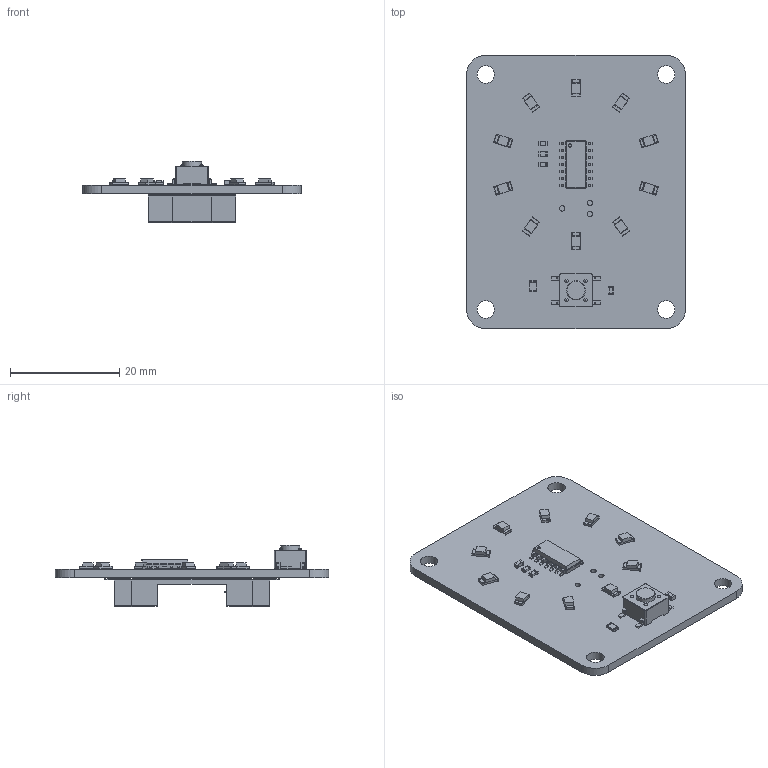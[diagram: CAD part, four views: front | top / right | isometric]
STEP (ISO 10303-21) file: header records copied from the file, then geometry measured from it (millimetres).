
FILE_DESCRIPTION(('KiCad electronic assembly'),'2;1');
FILE_NAME('PIC16_Ring_of_Fire_Game.step','2021-05-24T00:05:59',( 'An Author'),('A Company'),'Open CASCADE STEP processor 6.9', 'KiCad to STEP converter','Unknown');
FILE_SCHEMA(('AUTOMOTIVE_DESIGN { 1 0 10303 214 1 1 1 1 }'));
Length unit declared in the file: millimetre
Products named in the file (16): Open CASCADE STEP translator 6.9 1; SW_SPST_PTS645; SOLID; LED_1206_3216Metric; BatteryHolder_Keystone_1060_1x2032; R_0805_2012Metric; SOIC-14_3.9x8.7mm_P1.27mm; R_0603_1608Metric; C_0603_1608Metric; COMPOUND
Assembly tree (26 placements, depth 3):
  Open CASCADE STEP translator 6.9 1
    SW_SPST_PTS645
      SOLID
    LED_1206_3216Metric  x10
      SOLID
    BatteryHolder_Keystone_1060_1x2032
      SOLID
    R_0805_2012Metric
      SOLID
    SOIC-14_3.9x8.7mm_P1.27mm
      SOLID
    R_0603_1608Metric  x2
      SOLID
    C_0603_1608Metric  x2
      SOLID
    COMPOUND
Bounding box: 40 x 50 x 11.18 mm (x, y, z)
Volume: 4205.4 mm3; surface area: 6174 mm2
Topology: 19 solids, 19 shells, 1088 faces, 2856 edges, 1834 vertices
Faces by surface type: plane 783, cylinder 259, bspline 38, revolution 4, torus 3, cone 1
Full cylindrical faces by diameter (mm): 0.6 x5, 0.991 x3, 3.2 x4, 3.5 x1
Entity records: 43662 total; most frequent: CARTESIAN_POINT 8914, DIRECTION 5703, LINE 3784, VECTOR 3784, ORIENTED_EDGE 3038, PCURVE 3038, DEFINITIONAL_REPRESENTATION 3038, EDGE_CURVE 1519
